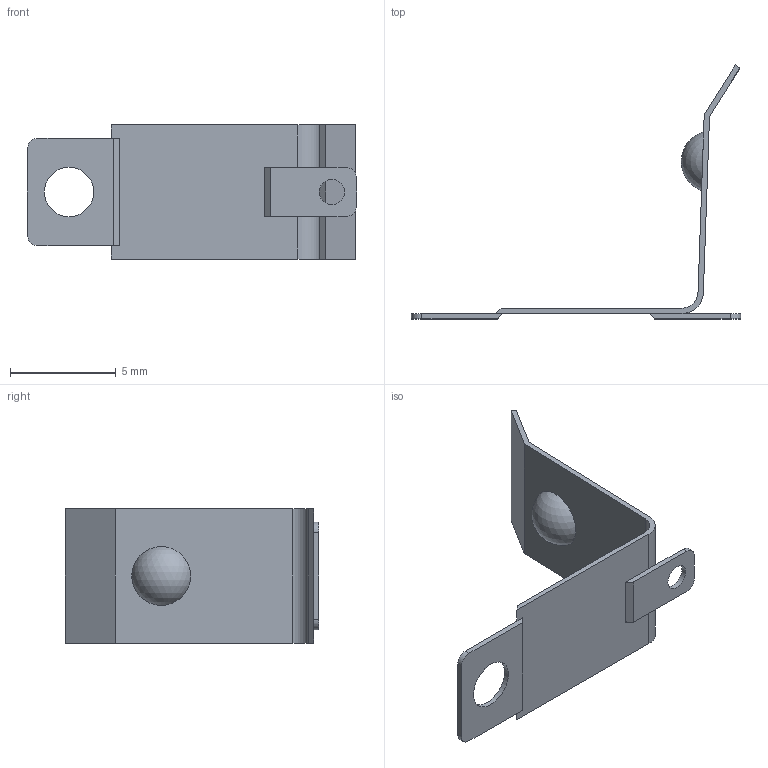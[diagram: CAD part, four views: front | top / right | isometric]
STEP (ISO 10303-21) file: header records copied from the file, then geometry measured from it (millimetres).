
FILE_DESCRIPTION(/* description */ (''),/* implementation_level */ '2;1');
FILE_NAME(/* name */ 'keystone_57_re_preloaded v2.step',/* time_stamp */ '2023-04-22T20:19:55+02:00',/* author */ (''),/* organization */ (''),/* preprocessor_version */ 'ST-DEVELOPER v19.2',/* originating_system */ 'Autodesk Translation Framework v12.4.0.73',/* authorisation */ '');
FILE_SCHEMA (('AUTOMOTIVE_DESIGN { 1 0 10303 214 3 1 1 }'));
Length unit declared in the file: millimetre
Products named in the file (1): keystone_57_re_preloaded
Bounding box: 15.57 x 12.01 x 6.35 mm (x, y, z)
Volume: 44.3 mm3; surface area: 338.5 mm2
Topology: 1 solids, 1 shells, 31 faces, 81 edges, 53 vertices
Faces by surface type: plane 22, cylinder 8, sphere 1
Full cylindrical faces by diameter (mm): 1.194 x1, 2.337 x1
Entity records: 989 total; most frequent: CARTESIAN_POINT 166, ORIENTED_EDGE 162, DIRECTION 162, EDGE_CURVE 81, LINE 64, VECTOR 64, VERTEX_POINT 53, AXIS2_PLACEMENT_3D 49
